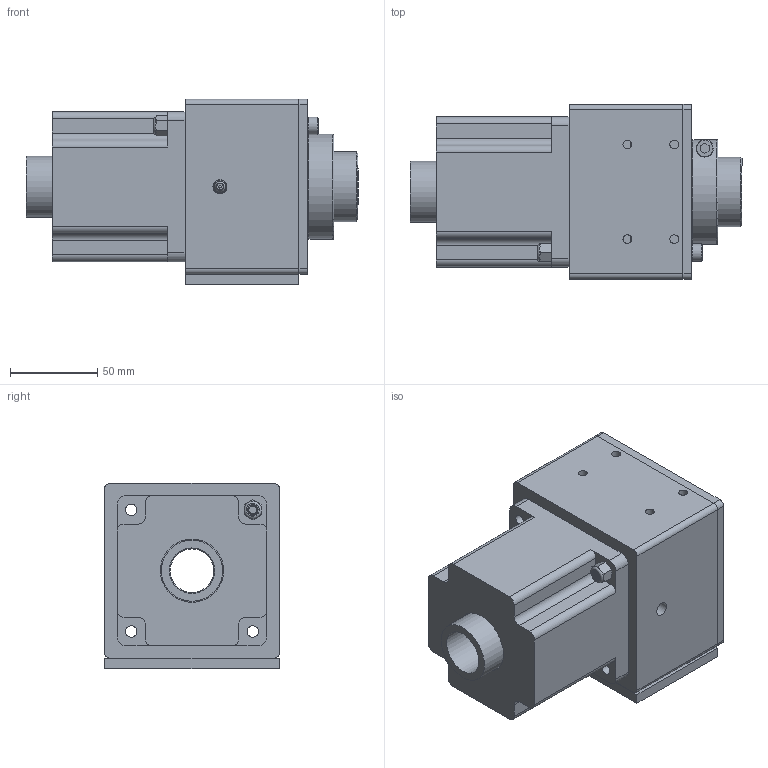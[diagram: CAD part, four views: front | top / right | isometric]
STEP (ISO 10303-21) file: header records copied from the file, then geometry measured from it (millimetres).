
FILE_DESCRIPTION(/* description */ (''),/* implementation_level */ '2;1');
FILE_NAME(/* name */ 'Rotating Ball Nema34 SFU2510 v4.step',/* time_stamp */ '2022-04-21T19:16:01+10:00',/* author */ (''),/* organization */ (''),/* preprocessor_version */ 'ST-DEVELOPER v18.1',/* originating_system */ 'Autodesk Translation Framework v10.14.0.1471',/* authorisation */ '');
FILE_SCHEMA (('AUTOMOTIVE_DESIGN { 1 0 10303 214 3 1 1 }'));
Length unit declared in the file: millimetre
Products named in the file (11): Rotating Ball Nema34 SFU2510; Component1; Component4; 90348A031_18-8 Stainless Steel Socket Head Screws; 9506T366_Clamping Shaft Collar; SFU2510 Ball nut; 8828T119_Angular-Contact Double Row Ball Bearing; Component3; 91292A323_18-8 Stainless Steel Socket Head Screw; 97260A101_High-Strength Steel Nylon-Insert Locknut; 1105K71_Zinc-Plated Steel Grease Fitting
Assembly tree (10 placements, depth 3):
  Rotating Ball Nema34 SFU2510
    Component1
    Component4
      90348A031_18-8 Stainless Steel Socket Head Screws
      9506T366_Clamping Shaft Collar
    SFU2510 Ball nut
    8828T119_Angular-Contact Double Row Ball Bearing
    Component3
    91292A323_18-8 Stainless Steel Socket Head Screw
    97260A101_High-Strength Steel Nylon-Insert Locknut
    1105K71_Zinc-Plated Steel Grease Fitting
Bounding box: 190 x 100 x 106 mm (x, y, z)
Volume: 1117114.4 mm3; surface area: 276563.2 mm2
Topology: 38 solids, 38 shells, 585 faces, 1557 edges, 1024 vertices
Faces by surface type: cylinder 301, plane 159, cone 74, sphere 22, torus 15, bspline 14
Full cylindrical faces by diameter (mm): 1.423 x2, 4 x12, 4.701 x73, 4.75 x1, 5 x6, 5.035 x5, 6 x82, 6.5 x16, 6.6 x12, 7.5 x4, 8 x1, 10 x3, 25 x1, 26 x1, 35 x1, 36.2 x1, 40 x3, 40.5 x1, 55.622 x4, 62 x1, 64 x1, 64.378 x3, 66 x1, 68 x1, 80 x2
Entity records: 34895 total; most frequent: CARTESIAN_POINT 20608, ORIENTED_EDGE 3044, DIRECTION 2658, EDGE_CURVE 1522, AXIS2_PLACEMENT_3D 1046, VERTEX_POINT 1024, EDGE_LOOP 730, FACE_OUTER_BOUND 585
